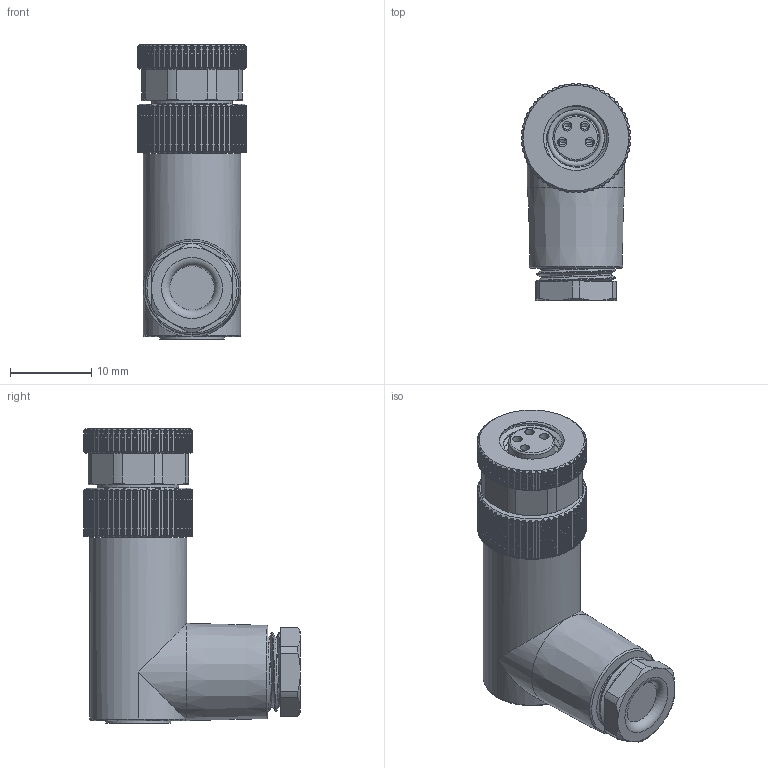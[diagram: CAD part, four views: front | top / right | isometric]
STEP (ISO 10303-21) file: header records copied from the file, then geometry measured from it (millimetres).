
FILE_DESCRIPTION(/* description */ (''),/* implementation_level */ '2;1');
FILE_NAME(/* name */ 'LSBO8.4-0-C-BU.stp',/* time_stamp */ '2023-11-27T15:39:49+08:00',/* author */ (''),/* organization */ (''),/* preprocessor_version */ 'ST-DEVELOPER v16',/* originating_system */ 'SIEMENS PLM Software NX 10.0',/* authorisation */ '');
FILE_SCHEMA (('AP203_CONFIGURATION_CONTROLLED_3D_DESIGN_OF_MECHANICAL_PARTS_AND_ASSEMBLIES_MIM_LF { 1 0 10303 403 2 1 2}'));
Length unit declared in the file: millimetre
Products named in the file (1): chan4EC01206rbin
Bounding box: 13.5 x 26.74 x 36.3 mm (x, y, z)
Volume: 5921.4 mm3; surface area: 4943.4 mm2
Topology: 10 solids, 12 shells, 950 faces, 2663 edges, 1734 vertices
Faces by surface type: cylinder 768, plane 103, bspline 37, cone 35, torus 6, sphere 1
Full cylindrical faces by diameter (mm): 1.16 x4, 1.2 x8, 1.8 x4, 5.7 x1, 7 x1, 8 x2, 10 x2, 12 x2
Entity records: 47189 total; most frequent: CARTESIAN_POINT 24268, ORIENTED_EDGE 5196, DIRECTION 4142, EDGE_CURVE 2598, VERTEX_POINT 1720, AXIS2_PLACEMENT_3D 1638, EDGE_LOOP 1043, B_SPLINE_CURVE_WITH_KNOTS 1007
